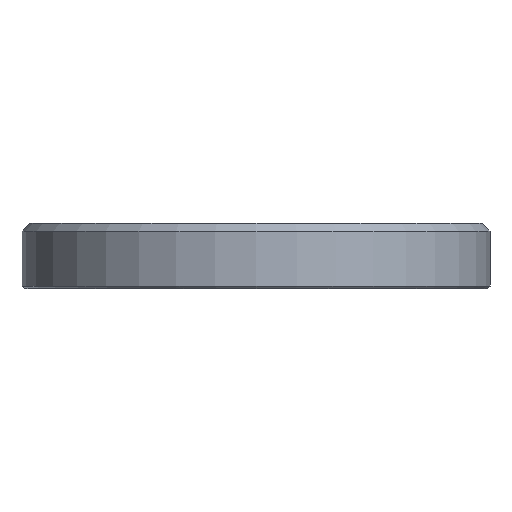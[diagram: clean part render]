
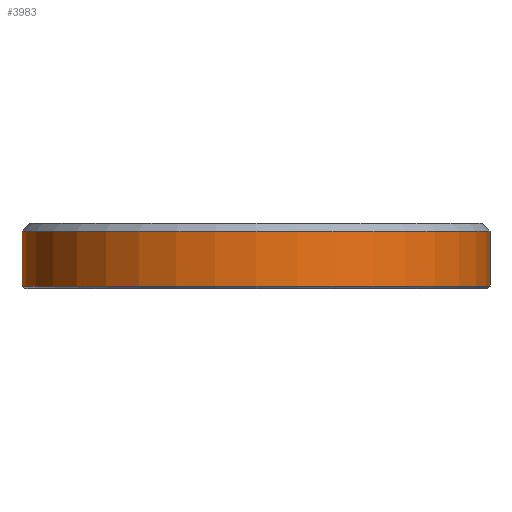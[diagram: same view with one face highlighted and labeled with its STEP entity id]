
A CAD part, front view. The second image highlights one B-rep face of the part: STEP entity #3983.
In plain terms, the highlighted cylindrical face has radius 23 mm (diameter 46 mm), a partial arc.
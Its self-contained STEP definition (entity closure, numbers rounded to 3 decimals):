
#11 = EDGE_LOOP ( 'NONE', ( #1313, #2564, #3090, #2478 ) ) ;
#30 = DIRECTION ( 'NONE',  ( 0., 0., -1. ) ) ;
#93 = CARTESIAN_POINT ( 'NONE',  ( 100., 100., 5.65 ) ) ;
#365 = EDGE_CURVE ( 'NONE', #4284, #504, #2071, .T. ) ;
#487 = CIRCLE ( 'NONE', #3340, 23. ) ;
#504 = VERTEX_POINT ( 'NONE', #3539 ) ;
#536 = DIRECTION ( 'NONE',  ( 0., 0., -1. ) ) ;
#691 = VERTEX_POINT ( 'NONE', #3761 ) ;
#751 = CARTESIAN_POINT ( 'NONE',  ( 77., 100., 6.4 ) ) ;
#764 = DIRECTION ( 'NONE',  ( 0., 0., 1. ) ) ;
#820 = DIRECTION ( 'NONE',  ( 0., 0., -1. ) ) ;
#936 = EDGE_CURVE ( 'NONE', #504, #691, #3502, .T. ) ;
#1043 = DIRECTION ( 'NONE',  ( 1., 0., 0. ) ) ;
#1313 = ORIENTED_EDGE ( 'NONE', *, *, #3461, .F. ) ;
#1415 = DIRECTION ( 'NONE',  ( 0., 0., -1. ) ) ;
#1462 = AXIS2_PLACEMENT_3D ( 'NONE', #2246, #536, #2986 ) ;
#1556 = CYLINDRICAL_SURFACE ( 'NONE', #1462, 23. ) ;
#1630 = FACE_OUTER_BOUND ( 'NONE', #11, .T. ) ;
#1704 = VECTOR ( 'NONE', #820, 1000. ) ;
#1794 = VERTEX_POINT ( 'NONE', #2217 ) ;
#2071 = LINE ( 'NONE', #751, #3471 ) ;
#2217 = CARTESIAN_POINT ( 'NONE',  ( 123., 100., 5.65 ) ) ;
#2246 = CARTESIAN_POINT ( 'NONE',  ( 100., 100., 6.4 ) ) ;
#2478 = ORIENTED_EDGE ( 'NONE', *, *, #936, .T. ) ;
#2481 = CARTESIAN_POINT ( 'NONE',  ( 77., 100., 5.65 ) ) ;
#2497 = DIRECTION ( 'NONE',  ( 1., 0., 0. ) ) ;
#2511 = LINE ( 'NONE', #3885, #1704 ) ;
#2564 = ORIENTED_EDGE ( 'NONE', *, *, #3173, .T. ) ;
#2986 = DIRECTION ( 'NONE',  ( -1., 0., 0. ) ) ;
#3090 = ORIENTED_EDGE ( 'NONE', *, *, #365, .T. ) ;
#3173 = EDGE_CURVE ( 'NONE', #1794, #4284, #487, .T. ) ;
#3340 = AXIS2_PLACEMENT_3D ( 'NONE', #93, #30, #1043 ) ;
#3461 = EDGE_CURVE ( 'NONE', #1794, #691, #2511, .T. ) ;
#3471 = VECTOR ( 'NONE', #1415, 1000. ) ;
#3502 = CIRCLE ( 'NONE', #3656, 23. ) ;
#3527 = CARTESIAN_POINT ( 'NONE',  ( 100., 100., 0.25 ) ) ;
#3539 = CARTESIAN_POINT ( 'NONE',  ( 77., 100., 0.25 ) ) ;
#3656 = AXIS2_PLACEMENT_3D ( 'NONE', #3527, #764, #2497 ) ;
#3761 = CARTESIAN_POINT ( 'NONE',  ( 123., 100., 0.25 ) ) ;
#3885 = CARTESIAN_POINT ( 'NONE',  ( 123., 100., 6.4 ) ) ;
#3983 = ADVANCED_FACE ( 'NONE', ( #1630 ), #1556, .T. ) ;
#4284 = VERTEX_POINT ( 'NONE', #2481 ) ;
